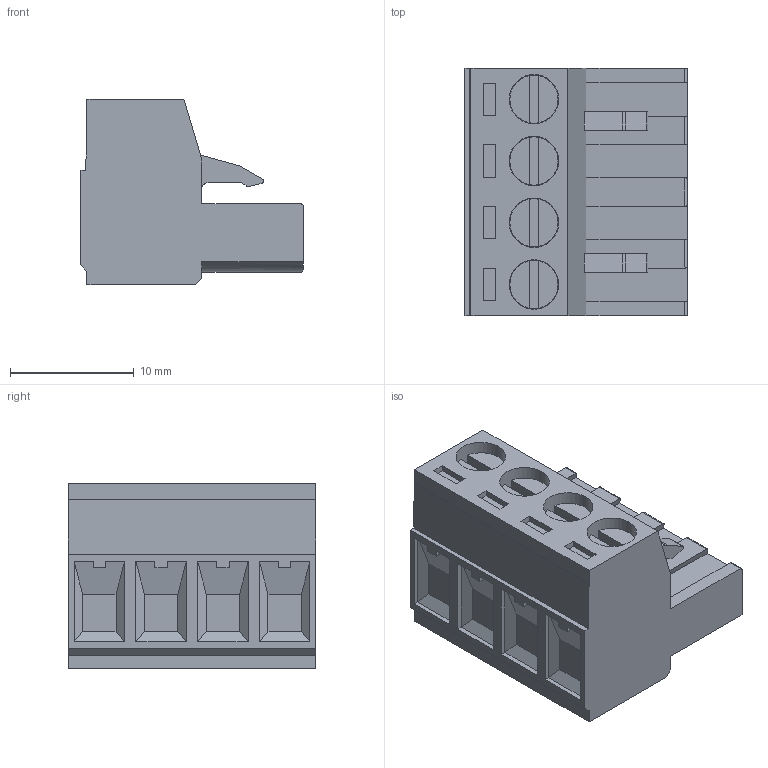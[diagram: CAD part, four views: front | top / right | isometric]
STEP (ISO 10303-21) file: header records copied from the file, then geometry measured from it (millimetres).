
FILE_DESCRIPTION(/* description */ ('Unknown'),/* implementation_level */ '2;1');
FILE_NAME(/* name */ 'MC100-50004-20230410',/* time_stamp */ '2023-04-10T08:44:17+08:00',/* author */ ('Unknown'),/* organization */ ('Unknown'),/* preprocessor_version */ 'ST-DEVELOPER v16.7',/* originating_system */ 'DEX',/* authorisation */ $);
FILE_SCHEMA (('AUTOMOTIVE_DESIGN {1 0 10303 214 3 1 1}'));
Length unit declared in the file: millimetre
Products named in the file (1): MC100-50004-20200506
Bounding box: 18 x 20 x 15 mm (x, y, z)
Volume: 3421.4 mm3; surface area: 2176.3 mm2
Topology: 1 solids, 1 shells, 209 faces, 541 edges, 354 vertices
Faces by surface type: plane 168, cylinder 33, cone 8
Full cylindrical faces by diameter (mm): 3 x4, 3.9 x4, 4 x4
Entity records: 6327 total; most frequent: CARTESIAN_POINT 1261, ORIENTED_EDGE 1026, DIRECTION 1003, EDGE_CURVE 513, LINE 427, VECTOR 427, VERTEX_POINT 346, AXIS2_PLACEMENT_3D 288
